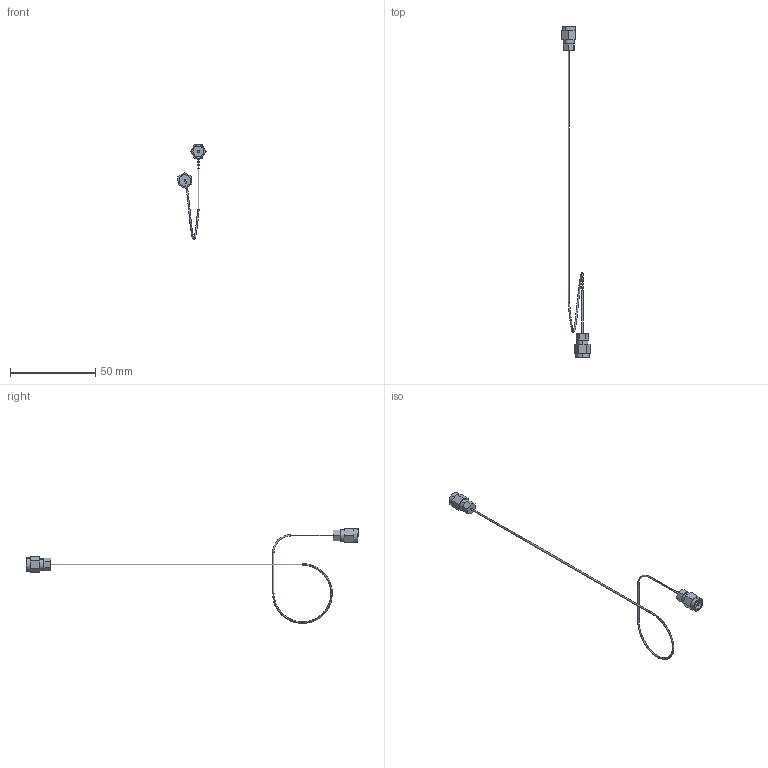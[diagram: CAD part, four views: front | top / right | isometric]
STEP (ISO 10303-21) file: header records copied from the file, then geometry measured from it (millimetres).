
FILE_DESCRIPTION (( 'STEP AP214' ), '1' );
FILE_NAME ('a1_4K-1K_SS_3quarterturn_loop_assembly.STEP', '2025-12-05T11:00:57', ( '' ), ( '' ), 'SwSTEP 2.0', 'SolidWorks 2018', '' );
FILE_SCHEMA (( 'AUTOMOTIVE_DESIGN' ));
Length unit declared in the file: millimetre
Products named in the file (3): a1_4K-1K_SS_3quarterturn_loop_assembly; SMAMaleConnector_CryoCoax_5139-P1NN-652-101P; a1_4K-1K_SS_3quarterturn_loop
Assembly tree (3 placements, depth 2):
  a1_4K-1K_SS_3quarterturn_loop_assembly
    a1_4K-1K_SS_3quarterturn_loop
    SMAMaleConnector_CryoCoax_5139-P1NN-652-101P  x2
Bounding box: 16.66 x 194.3 x 55.4 mm (x, y, z)
Volume: 1290.9 mm3; surface area: 1857.3 mm2
Topology: 3 solids, 3 shells, 88 faces, 200 edges, 126 vertices
Faces by surface type: plane 62, cylinder 22, torus 2, bspline 2
Entity records: 2184 total; most frequent: CARTESIAN_POINT 930, DIRECTION 250, ORIENTED_EDGE 232, EDGE_CURVE 116, AXIS2_PLACEMENT_3D 94, VERTEX_POINT 74, VECTOR 62, LINE 62
